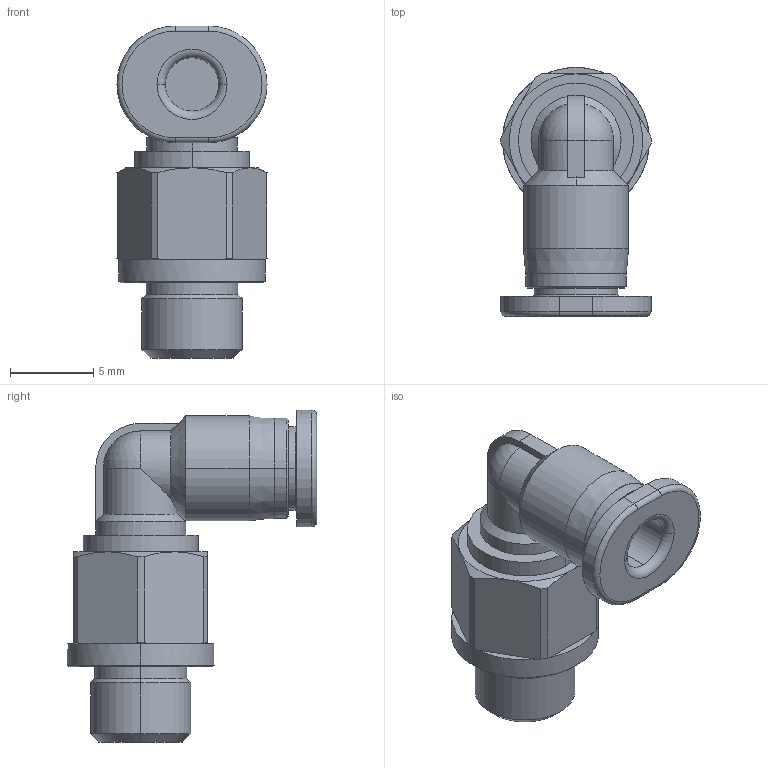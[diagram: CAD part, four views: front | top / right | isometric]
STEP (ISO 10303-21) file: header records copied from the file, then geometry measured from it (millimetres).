
FILE_DESCRIPTION((''),'2;1');
FILE_NAME('PL03M6C-mdt.stp','2017-07-24T14:46:10',(''),(''),'Mechanical Desktop 2009','Mechanical Desktop 2009',', , ');
FILE_SCHEMA(('CONFIG_CONTROL_DESIGN'));
Length unit declared in the file: millimetre
Products named in the file (5): PL03M6C-MDTA; PL03M6C-MDT; COLLAR-L03C; NLM6C; NLM3C-S
Assembly tree (5 placements, depth 2):
  PL03M6C-MDTA
    PL03M6C-MDT
    COLLAR-L03C  x2
    NLM6C
    NLM3C-S
Bounding box: 9 x 14.95 x 19.9 mm (x, y, z)
Volume: 841 mm3; surface area: 878.1 mm2
Topology: 1 solids, 1 shells, 109 faces, 246 edges, 141 vertices
Faces by surface type: cylinder 37, plane 36, cone 26, bspline 4, torus 4, sphere 2
Entity records: 3315 total; most frequent: CARTESIAN_POINT 742, DIRECTION 560, ORIENTED_EDGE 488, EDGE_CURVE 244, AXIS2_PLACEMENT_3D 231, VERTEX_POINT 141, CIRCLE 118, EDGE_LOOP 117
